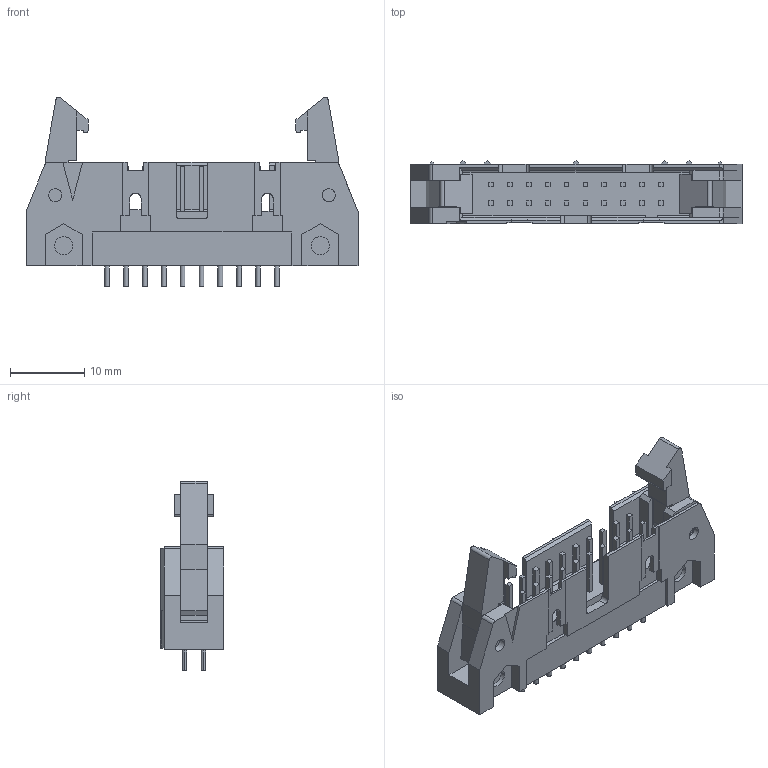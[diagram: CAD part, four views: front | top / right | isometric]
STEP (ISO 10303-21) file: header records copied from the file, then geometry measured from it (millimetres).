
FILE_DESCRIPTION((''),'2;1');
FILE_NAME('C-5499160-4','2018-12-26T04:11:29',('workeradm'),('TE Connectivity Ltd.'),'CREO PARAMETRIC BY PTC INC, 2018190','CREO PARAMETRIC BY PTC INC, 2018190','');
FILE_SCHEMA(('AUTOMOTIVE_DESIGN { 1 0 10303 214 1 1 1 1 }'));
Length unit declared in the file: millimetre
Products named in the file (1): C-5499160-4
Bounding box: 44.7 x 8.53 x 25.5 mm (x, y, z)
Volume: 3318.6 mm3; surface area: 3911 mm2
Topology: 1 solids, 1 shells, 420 faces, 1073 edges, 710 vertices
Faces by surface type: plane 322, cylinder 98
Entity records: 12837 total; most frequent: CARTESIAN_POINT 2399, ORIENTED_EDGE 2146, DIRECTION 2095, EDGE_CURVE 1073, VECTOR 875, LINE 875, VERTEX_POINT 710, AXIS2_PLACEMENT_3D 610
